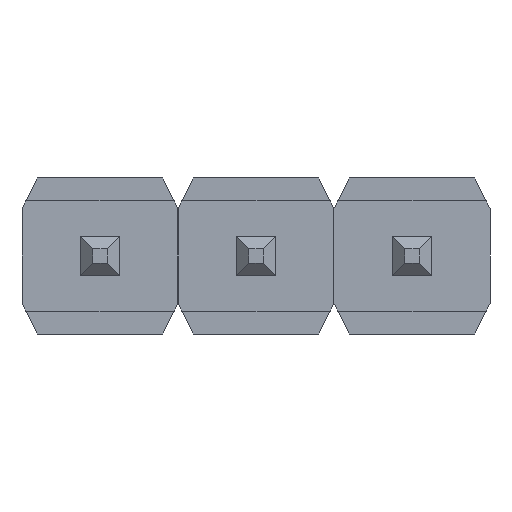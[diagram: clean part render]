
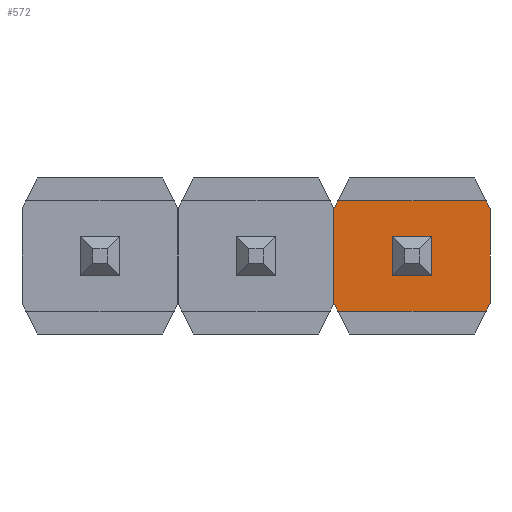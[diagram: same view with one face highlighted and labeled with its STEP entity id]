
A CAD part, front view. The second image highlights one B-rep face of the part: STEP entity #572.
In plain terms, the highlighted planar face has unit normal (0, -1, 0).
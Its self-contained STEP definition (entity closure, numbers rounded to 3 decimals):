
#43=FACE_BOUND('',#79,.T.);
#46=FACE_OUTER_BOUND('',#78,.T.);
#78=EDGE_LOOP('',(#391,#392,#393,#394,#395,#396,#397,#398));
#79=EDGE_LOOP('',(#399,#400,#401,#402));
#114=LINE('',#876,#190);
#115=LINE('',#879,#191);
#116=LINE('',#881,#192);
#117=LINE('',#883,#193);
#118=LINE('',#885,#194);
#119=LINE('',#887,#195);
#120=LINE('',#889,#196);
#121=LINE('',#890,#197);
#122=LINE('',#893,#198);
#123=LINE('',#895,#199);
#124=LINE('',#897,#200);
#125=LINE('',#898,#201);
#190=VECTOR('',#717,10.);
#191=VECTOR('',#720,1000.);
#192=VECTOR('',#721,1000.);
#193=VECTOR('',#722,1000.);
#194=VECTOR('',#723,1000.);
#195=VECTOR('',#724,1000.);
#196=VECTOR('',#725,1000.);
#197=VECTOR('',#726,1000.);
#198=VECTOR('',#727,1000.);
#199=VECTOR('',#728,1000.);
#200=VECTOR('',#729,1000.);
#201=VECTOR('',#730,1000.);
#263=VERTEX_POINT('',#869);
#266=VERTEX_POINT('',#874);
#267=VERTEX_POINT('',#878);
#268=VERTEX_POINT('',#880);
#269=VERTEX_POINT('',#882);
#270=VERTEX_POINT('',#884);
#271=VERTEX_POINT('',#886);
#272=VERTEX_POINT('',#888);
#273=VERTEX_POINT('',#891);
#274=VERTEX_POINT('',#892);
#275=VERTEX_POINT('',#894);
#276=VERTEX_POINT('',#896);
#314=EDGE_CURVE('',#263,#266,#114,.T.);
#315=EDGE_CURVE('',#267,#266,#115,.T.);
#316=EDGE_CURVE('',#268,#267,#116,.T.);
#317=EDGE_CURVE('',#269,#268,#117,.T.);
#318=EDGE_CURVE('',#270,#269,#118,.T.);
#319=EDGE_CURVE('',#271,#270,#119,.T.);
#320=EDGE_CURVE('',#271,#272,#120,.T.);
#321=EDGE_CURVE('',#263,#272,#121,.T.);
#322=EDGE_CURVE('',#273,#274,#122,.T.);
#323=EDGE_CURVE('',#275,#273,#123,.T.);
#324=EDGE_CURVE('',#276,#275,#124,.T.);
#325=EDGE_CURVE('',#274,#276,#125,.T.);
#391=ORIENTED_EDGE('',*,*,#314,.T.);
#392=ORIENTED_EDGE('',*,*,#315,.F.);
#393=ORIENTED_EDGE('',*,*,#316,.F.);
#394=ORIENTED_EDGE('',*,*,#317,.F.);
#395=ORIENTED_EDGE('',*,*,#318,.F.);
#396=ORIENTED_EDGE('',*,*,#319,.F.);
#397=ORIENTED_EDGE('',*,*,#320,.T.);
#398=ORIENTED_EDGE('',*,*,#321,.F.);
#399=ORIENTED_EDGE('',*,*,#322,.F.);
#400=ORIENTED_EDGE('',*,*,#323,.F.);
#401=ORIENTED_EDGE('',*,*,#324,.F.);
#402=ORIENTED_EDGE('',*,*,#325,.F.);
#540=PLANE('',#670);
#572=ADVANCED_FACE('',(#46,#43),#540,.T.);
#670=AXIS2_PLACEMENT_3D('',#877,#718,#719);
#717=DIRECTION('',(0.,0.,1.));
#718=DIRECTION('center_axis',(0.,-1.,0.));
#719=DIRECTION('ref_axis',(0.,0.,-1.));
#720=DIRECTION('',(0.447,0.,-0.894));
#721=DIRECTION('',(1.,0.,0.));
#722=DIRECTION('',(0.447,0.,0.894));
#723=DIRECTION('',(0.,0.,1.));
#724=DIRECTION('',(-0.447,0.,0.894));
#725=DIRECTION('',(1.,0.,0.));
#726=DIRECTION('',(-0.447,0.,-0.894));
#727=DIRECTION('',(1.,0.,0.));
#728=DIRECTION('',(0.,0.,-1.));
#729=DIRECTION('',(-1.,0.,0.));
#730=DIRECTION('',(0.,0.,1.));
#869=CARTESIAN_POINT('',(0.,-0.77,-0.77));
#874=CARTESIAN_POINT('',(0.,-0.77,0.77));
#876=CARTESIAN_POINT('',(0.,-0.77,1.55));
#877=CARTESIAN_POINT('Origin',(-3.682,-0.77,0.9));
#878=CARTESIAN_POINT('',(-0.065,-0.77,0.9));
#879=CARTESIAN_POINT('',(-0.25,-0.77,1.27));
#880=CARTESIAN_POINT('',(-2.475,-0.77,0.9));
#881=CARTESIAN_POINT('',(-3.682,-0.77,0.9));
#882=CARTESIAN_POINT('',(-2.54,-0.77,0.77));
#883=CARTESIAN_POINT('',(-2.54,-0.77,0.77));
#884=CARTESIAN_POINT('',(-2.54,-0.77,-0.77));
#885=CARTESIAN_POINT('',(-2.54,-0.77,0.));
#886=CARTESIAN_POINT('',(-2.475,-0.77,-0.9));
#887=CARTESIAN_POINT('',(-2.29,-0.77,-1.27));
#888=CARTESIAN_POINT('',(-0.065,-0.77,-0.9));
#889=CARTESIAN_POINT('',(-3.682,-0.77,-0.9));
#890=CARTESIAN_POINT('',(0.,-0.77,-0.77));
#891=CARTESIAN_POINT('',(-1.59,-0.77,-0.32));
#892=CARTESIAN_POINT('',(-0.95,-0.77,-0.32));
#893=CARTESIAN_POINT('',(-1.59,-0.77,-0.32));
#894=CARTESIAN_POINT('',(-1.59,-0.77,0.32));
#895=CARTESIAN_POINT('',(-1.59,-0.77,0.32));
#896=CARTESIAN_POINT('',(-0.95,-0.77,0.32));
#897=CARTESIAN_POINT('',(-0.95,-0.77,0.32));
#898=CARTESIAN_POINT('',(-0.95,-0.77,-0.32));
